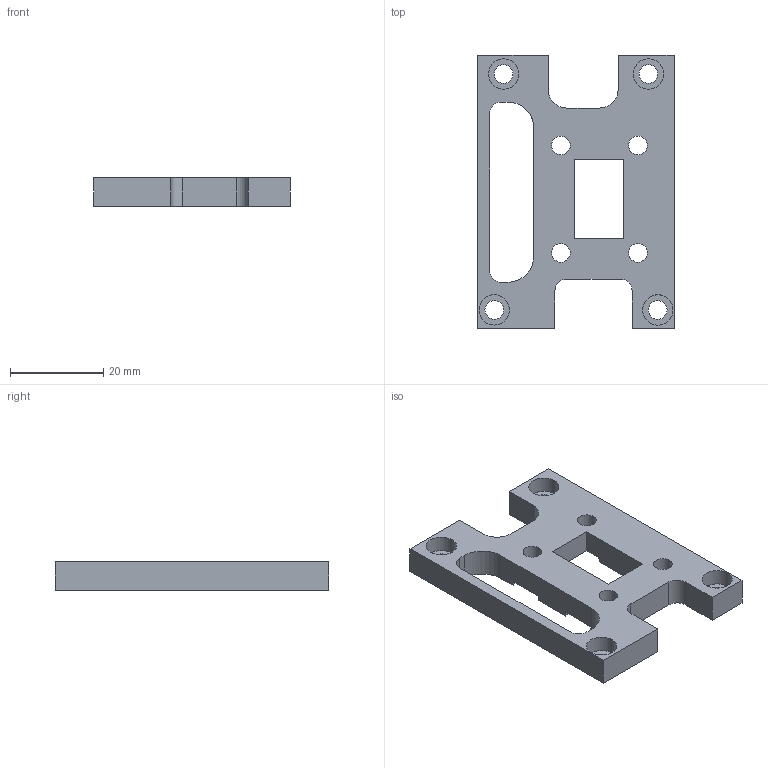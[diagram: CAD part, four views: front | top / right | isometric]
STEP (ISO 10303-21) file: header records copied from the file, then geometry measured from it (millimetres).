
FILE_DESCRIPTION(/* description */ (''),/* implementation_level */ '2;1');
FILE_NAME(/* name */ 'Orbiterv3AdapterforVoronTAP v1.step',/* time_stamp */ '2023-12-23T22:54:31-06:00',/* author */ (''),/* organization */ (''),/* preprocessor_version */ 'ST-DEVELOPER v18.1',/* originating_system */ 'Autodesk Translation Framework v9.7.0.1280',/* authorisation */ '');
FILE_SCHEMA (('AUTOMOTIVE_DESIGN { 1 0 10303 214 3 1 1 }'));
Length unit declared in the file: millimetre
Products named in the file (1): Orbiterv3AdapterforVoronTAP
Bounding box: 42.01 x 58.5 x 6 mm (x, y, z)
Volume: 8315.7 mm3; surface area: 6091.5 mm2
Topology: 1 solids, 1 shells, 66 faces, 180 edges, 120 vertices
Faces by surface type: plane 34, cylinder 32
Full cylindrical faces by diameter (mm): 4 x8, 6.5 x8
Entity records: 2178 total; most frequent: DIRECTION 386, CARTESIAN_POINT 367, ORIENTED_EDGE 360, EDGE_CURVE 180, AXIS2_PLACEMENT_3D 139, VERTEX_POINT 120, LINE 108, VECTOR 108
